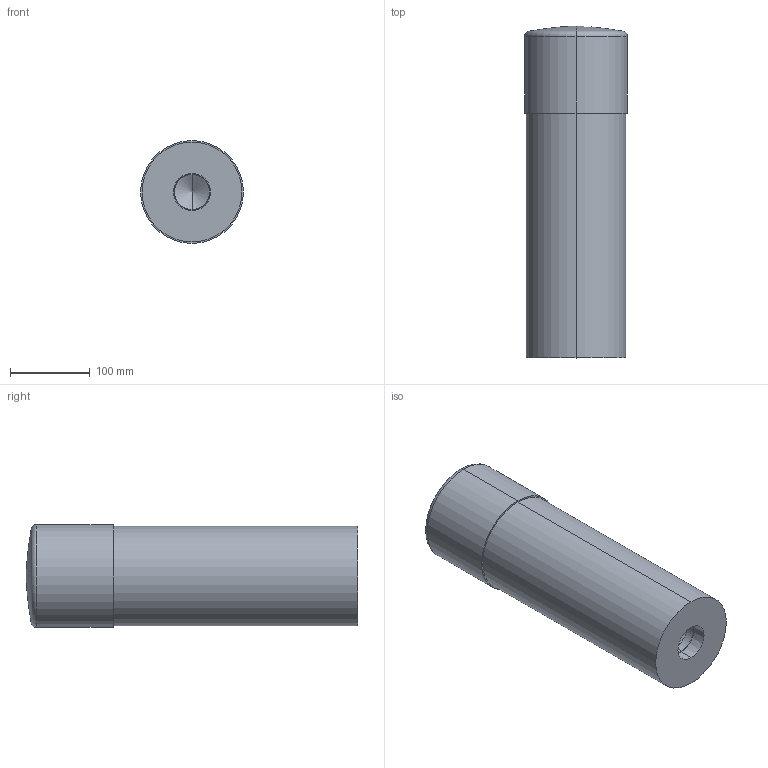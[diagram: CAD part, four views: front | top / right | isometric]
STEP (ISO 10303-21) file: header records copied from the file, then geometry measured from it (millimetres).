
FILE_DESCRIPTION (( 'STEP AP203' ), '1' );
FILE_NAME ('701550.STEP', '2017-06-08T12:51:41', ( '' ), ( '' ), 'SwSTEP 2.0', 'SolidWorks 2017', '' );
FILE_SCHEMA (( 'CONFIG_CONTROL_DESIGN' ));
Length unit declared in the file: inch
Products named in the file (1): 701550
Bounding box: 128.78 x 415.54 x 128.78 mm (x, y, z)
Volume: 5071269.3 mm3; surface area: 191030.1 mm2
Topology: 1 solids, 1 shells, 17 faces, 36 edges, 20 vertices
Faces by surface type: cylinder 6, cone 4, torus 4, plane 3
Entity records: 515 total; most frequent: DIRECTION 90, CARTESIAN_POINT 70, ORIENTED_EDGE 64, AXIS2_PLACEMENT_3D 40, EDGE_CURVE 32, CIRCLE 22, VERTEX_POINT 20, EDGE_LOOP 20
